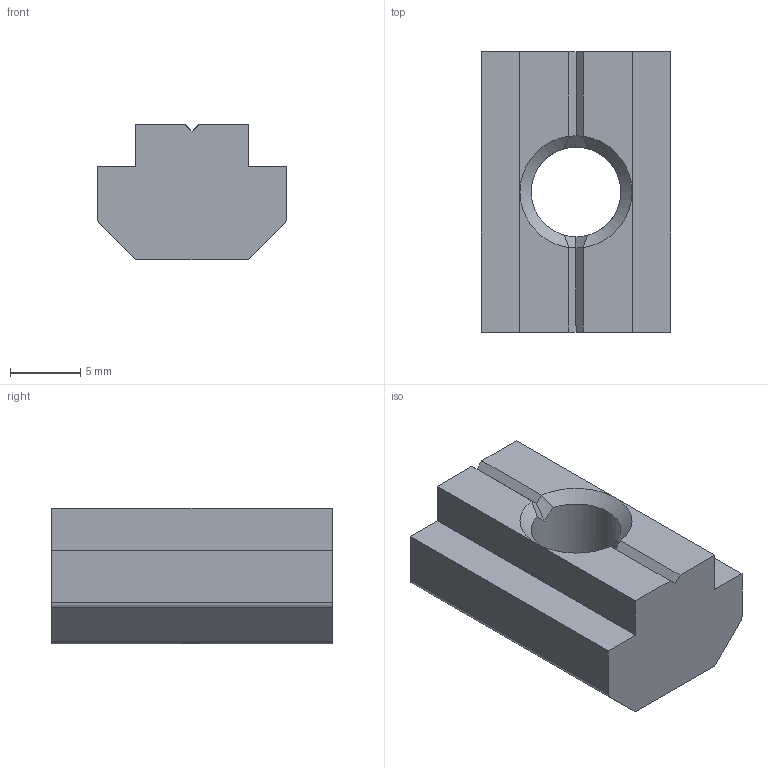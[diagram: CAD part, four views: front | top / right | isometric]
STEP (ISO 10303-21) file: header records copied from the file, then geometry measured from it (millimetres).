
FILE_DESCRIPTION(/* description */ (''),/* implementation_level */ '2;1');
FILE_NAME(/* name */ 'M8L-0.stp',/* time_stamp */ '2025-05-16T15:31:39-04:00',/* author */ ('jmurphy'),/* organization */ (''),/* preprocessor_version */ 'ST-DEVELOPER v18.1',/* originating_system */ 'AutoCAD Mechanical',/* authorisation */ '');
FILE_SCHEMA (('AUTOMOTIVE_DESIGN { 1 0 10303 214 3 1 1 }'));
Length unit declared in the file: millimetre
Products named in the file (1): Product
Bounding box: 13.5 x 20 x 9.7 mm (x, y, z)
Volume: 1807.6 mm3; surface area: 1193.5 mm2
Topology: 1 solids, 1 shells, 32 faces, 91 edges, 59 vertices
Faces by surface type: plane 20, cylinder 5, bspline 4, cone 3
Full cylindrical faces by diameter (mm): 6.4 x1
Entity records: 1223 total; most frequent: CARTESIAN_POINT 404, ORIENTED_EDGE 182, DIRECTION 146, EDGE_CURVE 91, VERTEX_POINT 59, LINE 52, VECTOR 52, AXIS2_PLACEMENT_3D 47
